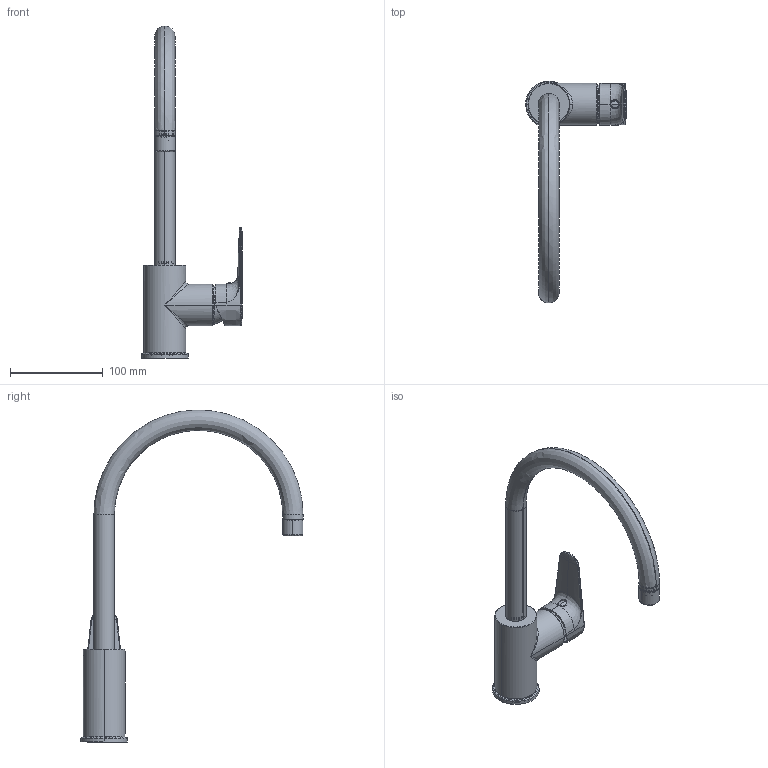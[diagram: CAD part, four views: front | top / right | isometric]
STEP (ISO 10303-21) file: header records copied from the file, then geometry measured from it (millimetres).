
FILE_DESCRIPTION(/* description */ (''),/* implementation_level */ '2;1');
FILE_NAME(/* name */ 'STEP - 9L252800CP_2267348',/* time_stamp */ '2024-11-21T12:22:39+11:00',/* author */ (''),/* organization */ (''),/* preprocessor_version */ 'ST-DEVELOPER v16.5',/* originating_system */ 'Rhino 7.37',/* authorisation */ '');
FILE_SCHEMA (('AUTOMOTIVE_DESIGN'));
Products named in the file (26): Document; 9L252800CP_ASM; 5L0P0120CP; 5T1032200NT03; 5T0F0149NT4; 5L0P0036CP2; 5C0131000CP0A1_ASM; 5C0131000CP021; 5R9012600PL020; 52006913PL11; 5T0F0059NT; 5P0P0003PL; 5R4R0040PL; 5N0C0080CP10; 5R4003400PL0; 5E0015100PL0; 5L0C0440CP; 5D0M006401PL019; Block 03; 5B0024100CP1_ASM; 5B0024200NT0_AF0; 5J0050100NT1_AF0; 5J0050200NT1; 5P0P0001PL; 5A0105800CP1A0_ASM; 5A0105800CP1
Assembly tree (27 placements, depth 4):
  Document
    9L252800CP_ASM
      5L0P0120CP
      5T1032200NT03
      5T0F0149NT4
      5L0P0036CP2
      5C0131000CP0A1_ASM
        5C0131000CP021
      5R9012600PL020
      52006913PL11  x2
      5T0F0059NT
      5P0P0003PL
      5R4R0040PL  x2
      5N0C0080CP10
      5R4003400PL0
      5E0015100PL0
      5L0C0440CP
      5D0M006401PL019
        Block 03
      5B0024100CP1_ASM
        5B0024200NT0_AF0
        5J0050100NT1_AF0
        5J0050200NT1
      5P0P0001PL
      5A0105800CP1A0_ASM
        5A0105800CP1
Bounding box: 108.4 x 239.15 x 357.58 mm (x, y, z)
Volume: 182031.9 mm3; surface area: 156707.7 mm2
Topology: 27 solids, 27 shells, 4865 faces, 12692 edges, 7812 vertices
Faces by surface type: plane 2720, cylinder 1243, bspline 902
Entity records: 186363 total; most frequent: CARTESIAN_POINT 101667, ORIENTED_EDGE 25304, EDGE_CURVE 12652, B_SPLINE_CURVE_WITH_KNOTS 10354, VERTEX_POINT 7804, EDGE_LOOP 5440, ADVANCED_FACE 4857, FACE_OUTER_BOUND 4857
